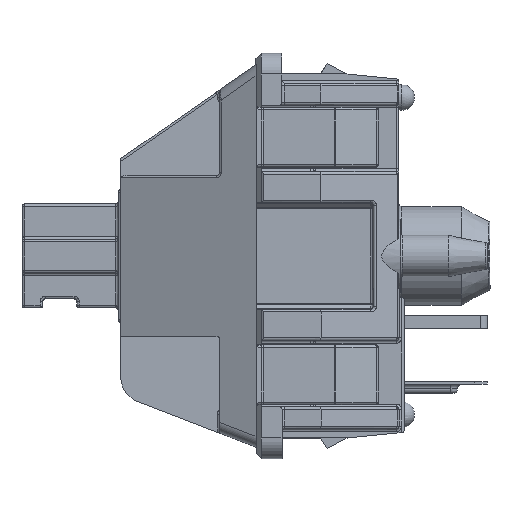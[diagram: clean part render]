
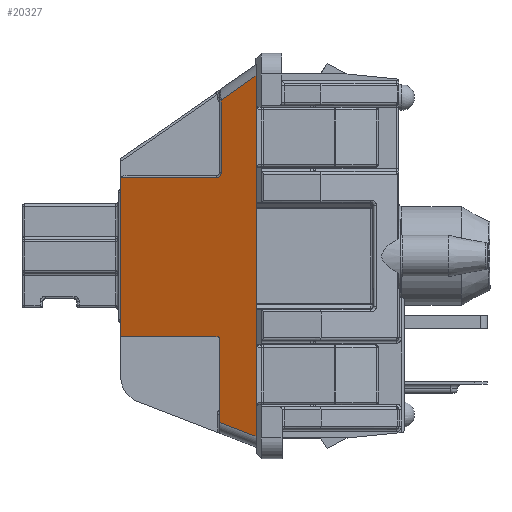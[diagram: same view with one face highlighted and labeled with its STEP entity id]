
A CAD part, left-side view. The second image highlights one B-rep face of the part: STEP entity #20327.
In plain terms, the highlighted face is planar.
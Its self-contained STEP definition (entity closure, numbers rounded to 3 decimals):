
#459=PLANE('',#22364);
#817=ELLIPSE('',#22365,0.109,0.1);
#2476=LINE('',#35093,#4173);
#2556=LINE('',#35395,#4253);
#2598=LINE('',#35607,#4295);
#2599=LINE('',#35609,#4296);
#2600=LINE('',#35613,#4297);
#2601=LINE('',#35614,#4298);
#2602=LINE('',#35615,#4299);
#2603=LINE('',#35616,#4300);
#4173=VECTOR('',#27171,1000.);
#4253=VECTOR('',#27347,1000.);
#4295=VECTOR('',#27423,1000.);
#4296=VECTOR('',#27424,1000.);
#4297=VECTOR('',#27427,1000.);
#4298=VECTOR('',#27428,1000.);
#4299=VECTOR('',#27429,1000.);
#4300=VECTOR('',#27430,1000.);
#4873=B_SPLINE_CURVE_WITH_KNOTS('',3,(#35600,#35601,#35602,#35603,#35604,
#35605,#35606),.UNSPECIFIED.,.F.,.F.,(4,3,4),(4.712,5.498,
6.283),.UNSPECIFIED.);
#5680=FACE_OUTER_BOUND('',#7003,.T.);
#7003=EDGE_LOOP('',(#17130,#17131,#17132,#17133,#17134,#17135,#17136,#17137,
#17138,#17139));
#9647=VERTEX_POINT('',#34989);
#9668=VERTEX_POINT('',#35090);
#9669=VERTEX_POINT('',#35092);
#9794=VERTEX_POINT('',#35392);
#9795=VERTEX_POINT('',#35394);
#9851=VERTEX_POINT('',#35598);
#9852=VERTEX_POINT('',#35599);
#9853=VERTEX_POINT('',#35608);
#9854=VERTEX_POINT('',#35610);
#9855=VERTEX_POINT('',#35612);
#12151=EDGE_CURVE('',#9669,#9668,#2476,.T.);
#12282=EDGE_CURVE('',#9794,#9795,#2556,.T.);
#12344=EDGE_CURVE('',#9851,#9852,#4873,.T.);
#12345=EDGE_CURVE('',#9851,#9795,#2598,.T.);
#12346=EDGE_CURVE('',#9794,#9853,#2599,.T.);
#12347=EDGE_CURVE('',#9853,#9854,#817,.T.);
#12348=EDGE_CURVE('',#9854,#9855,#2600,.T.);
#12349=EDGE_CURVE('',#9855,#9669,#2601,.T.);
#12350=EDGE_CURVE('',#9668,#9647,#2602,.T.);
#12351=EDGE_CURVE('',#9647,#9852,#2603,.T.);
#17130=ORIENTED_EDGE('',*,*,#12344,.F.);
#17131=ORIENTED_EDGE('',*,*,#12345,.T.);
#17132=ORIENTED_EDGE('',*,*,#12282,.F.);
#17133=ORIENTED_EDGE('',*,*,#12346,.T.);
#17134=ORIENTED_EDGE('',*,*,#12347,.T.);
#17135=ORIENTED_EDGE('',*,*,#12348,.T.);
#17136=ORIENTED_EDGE('',*,*,#12349,.T.);
#17137=ORIENTED_EDGE('',*,*,#12151,.T.);
#17138=ORIENTED_EDGE('',*,*,#12350,.T.);
#17139=ORIENTED_EDGE('',*,*,#12351,.T.);
#20327=ADVANCED_FACE('',(#5680),#459,.F.);
#22364=AXIS2_PLACEMENT_3D('',#35597,#27421,#27422);
#22365=AXIS2_PLACEMENT_3D('',#35611,#27425,#27426);
#27171=DIRECTION('',(0.,1.,0.));
#27347=DIRECTION('',(0.,1.,0.));
#27421=DIRECTION('center_axis',(-0.915,0.,-0.405));
#27422=DIRECTION('ref_axis',(-0.405,0.,0.915));
#27423=DIRECTION('',(-0.405,0.,0.915));
#27424=DIRECTION('',(0.405,0.,-0.915));
#27425=DIRECTION('center_axis',(-0.915,0.,
-0.405));
#27426=DIRECTION('ref_axis',(0.405,0.,-0.915));
#27427=DIRECTION('',(0.,-1.,0.));
#27428=DIRECTION('',(0.382,-0.332,-0.863));
#27429=DIRECTION('',(-0.342,-0.535,0.773));
#27430=DIRECTION('',(0.,-1.,0.));
#34989=CARTESIAN_POINT('',(6.757,6.001,-1.26));
#35090=CARTESIAN_POINT('',(7.35,6.929,-2.6));
#35092=CARTESIAN_POINT('',(7.35,-6.938,-2.6));
#35093=CARTESIAN_POINT('',(7.35,-7.35,-2.6));
#35392=CARTESIAN_POINT('',(5.05,-3.1,2.6));
#35394=CARTESIAN_POINT('',(5.05,3.,2.6));
#35395=CARTESIAN_POINT('',(5.05,-7.35,2.6));
#35597=CARTESIAN_POINT('Origin',(7.35,-7.35,-2.6));
#35598=CARTESIAN_POINT('',(6.669,3.,-1.06));
#35599=CARTESIAN_POINT('',(6.757,3.2,-1.26));
#35600=CARTESIAN_POINT('Ctrl Pts',(6.669,3.,-1.06));
#35601=CARTESIAN_POINT('Ctrl Pts',(6.692,3.,-1.112));
#35602=CARTESIAN_POINT('Ctrl Pts',(6.715,3.022,-1.164));
#35603=CARTESIAN_POINT('Ctrl Pts',(6.731,3.059,-1.201));
#35604=CARTESIAN_POINT('Ctrl Pts',(6.748,3.096,-1.238));
#35605=CARTESIAN_POINT('Ctrl Pts',(6.757,3.147,-1.26));
#35606=CARTESIAN_POINT('Ctrl Pts',(6.757,3.2,-1.26));
#35607=CARTESIAN_POINT('',(5.05,3.,2.6));
#35608=CARTESIAN_POINT('',(6.687,-3.1,-1.1));
#35609=CARTESIAN_POINT('',(5.05,-3.1,2.6));
#35610=CARTESIAN_POINT('',(6.731,-3.2,-1.2));
#35611=CARTESIAN_POINT('Origin',(6.687,-3.2,-1.1));
#35612=CARTESIAN_POINT('',(6.731,-6.399,-1.2));
#35613=CARTESIAN_POINT('',(6.731,-7.35,-1.2));
#35614=CARTESIAN_POINT('',(7.402,-6.983,-2.718));
#35615=CARTESIAN_POINT('',(6.808,6.08,-1.374));
#35616=CARTESIAN_POINT('',(6.757,3.1,-1.26));
